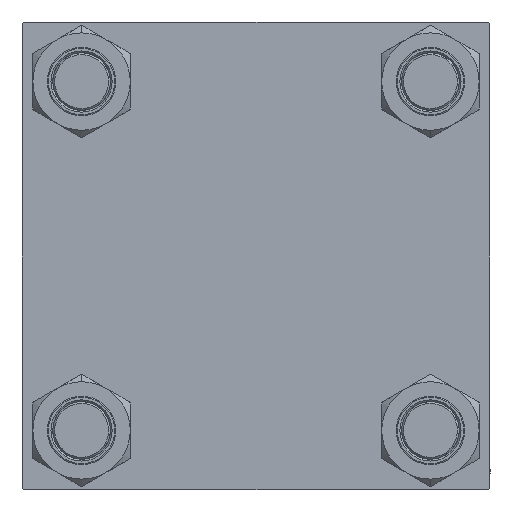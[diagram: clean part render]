
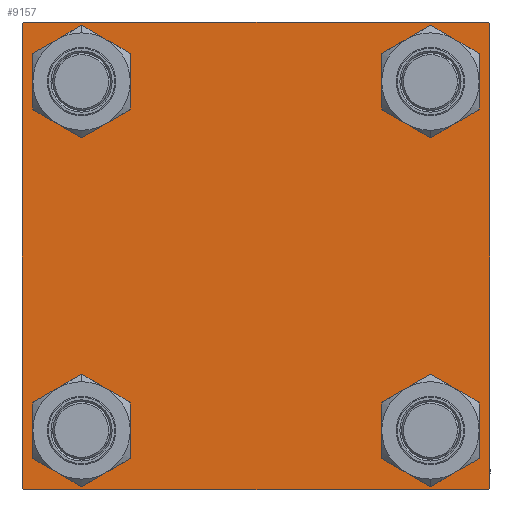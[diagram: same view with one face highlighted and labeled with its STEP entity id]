
A CAD part, left-side view. The second image highlights one B-rep face of the part: STEP entity #9157.
In plain terms, the highlighted planar face has unit normal (-1, 0, 0).
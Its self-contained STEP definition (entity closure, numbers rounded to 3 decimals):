
#360 = DIRECTION ( 'NONE',  ( 0., 0.707, 0.707 ) ) ;
#451 = CIRCLE ( 'NONE', #29143, 8.5 ) ;
#523 = ORIENTED_EDGE ( 'NONE', *, *, #43619, .T. ) ;
#555 = EDGE_LOOP ( 'NONE', ( #18719, #35450, #50125, #19279, #30248, #34607, #39046, #16419 ) ) ;
#1118 = DIRECTION ( 'NONE',  ( 0., -1., 0. ) ) ;
#1733 = EDGE_CURVE ( 'NONE', #31514, #2660, #15451, .T. ) ;
#2068 = EDGE_CURVE ( 'NONE', #44236, #2660, #45236, .T. ) ;
#2164 = VECTOR ( 'NONE', #36056, 1000. ) ;
#2213 = CARTESIAN_POINT ( 'NONE',  ( 0., 48.45, 48.45 ) ) ;
#2454 = EDGE_LOOP ( 'NONE', ( #29088, #17074 ) ) ;
#2660 = VERTEX_POINT ( 'NONE', #37580 ) ;
#4026 = DIRECTION ( 'NONE',  ( 0., 0., 1. ) ) ;
#4348 = CIRCLE ( 'NONE', #22404, 8.5 ) ;
#4423 = AXIS2_PLACEMENT_3D ( 'NONE', #2213, #17877, #41765 ) ;
#4708 = CARTESIAN_POINT ( 'NONE',  ( 0., 65., 65. ) ) ;
#4714 = DIRECTION ( 'NONE',  ( 1., 0., 0. ) ) ;
#4715 = CARTESIAN_POINT ( 'NONE',  ( 0., 65., -64.5 ) ) ;
#4741 = DIRECTION ( 'NONE',  ( 0., 0., 1. ) ) ;
#5035 = CARTESIAN_POINT ( 'NONE',  ( 0., -48.45, 48.45 ) ) ;
#5066 = VERTEX_POINT ( 'NONE', #6052 ) ;
#5463 = EDGE_LOOP ( 'NONE', ( #523, #15773 ) ) ;
#5656 = DIRECTION ( 'NONE',  ( 1., 0., 0. ) ) ;
#6052 = CARTESIAN_POINT ( 'NONE',  ( 0., -48.45, 39.95 ) ) ;
#6074 = CARTESIAN_POINT ( 'NONE',  ( 0., 48.45, -56.95 ) ) ;
#6430 = LINE ( 'NONE', #38022, #40049 ) ;
#6903 = VERTEX_POINT ( 'NONE', #9184 ) ;
#6924 = PLANE ( 'NONE',  #14916 ) ;
#7560 = EDGE_CURVE ( 'NONE', #7698, #22785, #40472, .T. ) ;
#7682 = FACE_BOUND ( 'NONE', #16289, .T. ) ;
#7698 = VERTEX_POINT ( 'NONE', #4715 ) ;
#8387 = DIRECTION ( 'NONE',  ( 1., 0., 0. ) ) ;
#8396 = VERTEX_POINT ( 'NONE', #25059 ) ;
#8506 = AXIS2_PLACEMENT_3D ( 'NONE', #17035, #4714, #44540 ) ;
#9157 = ADVANCED_FACE ( 'NONE', ( #46246, #7682, #50349, #18499, #19246 ), #6924, .T. ) ;
#9184 = CARTESIAN_POINT ( 'NONE',  ( 0., 65., 64.5 ) ) ;
#9524 = DIRECTION ( 'NONE',  ( 0., 0., -1. ) ) ;
#10053 = DIRECTION ( 'NONE',  ( 0., 0., 1. ) ) ;
#10561 = EDGE_CURVE ( 'NONE', #5066, #36180, #4348, .T. ) ;
#11294 = VECTOR ( 'NONE', #46988, 1000. ) ;
#11617 = EDGE_CURVE ( 'NONE', #44082, #29577, #11763, .T. ) ;
#11739 = VECTOR ( 'NONE', #360, 1000. ) ;
#11763 = CIRCLE ( 'NONE', #8506, 8.5 ) ;
#12135 = CIRCLE ( 'NONE', #40857, 8.5 ) ;
#13286 = EDGE_CURVE ( 'NONE', #15164, #44132, #42171, .T. ) ;
#13679 = DIRECTION ( 'NONE',  ( 0., 0., 1. ) ) ;
#13823 = CIRCLE ( 'NONE', #31034, 8.5 ) ;
#14916 = AXIS2_PLACEMENT_3D ( 'NONE', #26943, #31045, #19502 ) ;
#15164 = VERTEX_POINT ( 'NONE', #49451 ) ;
#15393 = DIRECTION ( 'NONE',  ( 0., 0., 1. ) ) ;
#15451 = LINE ( 'NONE', #23404, #41041 ) ;
#15504 = CARTESIAN_POINT ( 'NONE',  ( 0., -64.75, 64.75 ) ) ;
#15773 = ORIENTED_EDGE ( 'NONE', *, *, #10561, .T. ) ;
#16199 = AXIS2_PLACEMENT_3D ( 'NONE', #34648, #19248, #15393 ) ;
#16289 = EDGE_LOOP ( 'NONE', ( #31271, #28183 ) ) ;
#16419 = ORIENTED_EDGE ( 'NONE', *, *, #24175, .T. ) ;
#16442 = CARTESIAN_POINT ( 'NONE',  ( 0., -48.45, -56.95 ) ) ;
#16708 = VERTEX_POINT ( 'NONE', #46996 ) ;
#17035 = CARTESIAN_POINT ( 'NONE',  ( 0., -48.45, -48.45 ) ) ;
#17074 = ORIENTED_EDGE ( 'NONE', *, *, #35808, .T. ) ;
#17096 = DIRECTION ( 'NONE',  ( 0., -0.707, -0.707 ) ) ;
#17505 = CARTESIAN_POINT ( 'NONE',  ( 0., -48.45, -48.45 ) ) ;
#17759 = DIRECTION ( 'NONE',  ( 1., 0., 0. ) ) ;
#17877 = DIRECTION ( 'NONE',  ( 1., 0., 0. ) ) ;
#18499 = FACE_BOUND ( 'NONE', #2454, .T. ) ;
#18719 = ORIENTED_EDGE ( 'NONE', *, *, #37647, .T. ) ;
#19246 = FACE_OUTER_BOUND ( 'NONE', #555, .T. ) ;
#19248 = DIRECTION ( 'NONE',  ( 1., 0., 0. ) ) ;
#19279 = ORIENTED_EDGE ( 'NONE', *, *, #1733, .T. ) ;
#19502 = DIRECTION ( 'NONE',  ( 0., 0., 1. ) ) ;
#19775 = EDGE_LOOP ( 'NONE', ( #38042, #24381 ) ) ;
#20644 = VECTOR ( 'NONE', #17096, 1000. ) ;
#21773 = CARTESIAN_POINT ( 'NONE',  ( 0., 48.45, 39.95 ) ) ;
#22099 = DIRECTION ( 'NONE',  ( 0., 0.707, -0.707 ) ) ;
#22181 = CARTESIAN_POINT ( 'NONE',  ( 0., 64.5, 65. ) ) ;
#22226 = VECTOR ( 'NONE', #9524, 1000. ) ;
#22404 = AXIS2_PLACEMENT_3D ( 'NONE', #5035, #8387, #4026 ) ;
#22785 = VERTEX_POINT ( 'NONE', #50455 ) ;
#23404 = CARTESIAN_POINT ( 'NONE',  ( 0., -64.75, -64.75 ) ) ;
#24175 = EDGE_CURVE ( 'NONE', #28118, #6903, #6430, .T. ) ;
#24381 = ORIENTED_EDGE ( 'NONE', *, *, #42511, .T. ) ;
#24814 = CIRCLE ( 'NONE', #38800, 8.5 ) ;
#25059 = CARTESIAN_POINT ( 'NONE',  ( 0., 48.45, -39.95 ) ) ;
#25313 = EDGE_CURVE ( 'NONE', #29577, #44082, #24814, .T. ) ;
#26684 = CARTESIAN_POINT ( 'NONE',  ( 0., -48.45, -39.95 ) ) ;
#26943 = CARTESIAN_POINT ( 'NONE',  ( 0., 0., 0. ) ) ;
#27171 = EDGE_CURVE ( 'NONE', #44236, #16708, #31671, .T. ) ;
#28118 = VERTEX_POINT ( 'NONE', #22181 ) ;
#28183 = ORIENTED_EDGE ( 'NONE', *, *, #25313, .T. ) ;
#29088 = ORIENTED_EDGE ( 'NONE', *, *, #13286, .T. ) ;
#29143 = AXIS2_PLACEMENT_3D ( 'NONE', #44468, #5656, #33125 ) ;
#29577 = VERTEX_POINT ( 'NONE', #16442 ) ;
#30248 = ORIENTED_EDGE ( 'NONE', *, *, #2068, .F. ) ;
#30302 = VECTOR ( 'NONE', #1118, 1000. ) ;
#31034 = AXIS2_PLACEMENT_3D ( 'NONE', #40661, #48382, #13679 ) ;
#31045 = DIRECTION ( 'NONE',  ( -1., 0., 0. ) ) ;
#31271 = ORIENTED_EDGE ( 'NONE', *, *, #11617, .T. ) ;
#31285 = CARTESIAN_POINT ( 'NONE',  ( 0., 65., -65. ) ) ;
#31514 = VERTEX_POINT ( 'NONE', #50452 ) ;
#31671 = LINE ( 'NONE', #15504, #11739 ) ;
#32452 = LINE ( 'NONE', #48163, #2164 ) ;
#33125 = DIRECTION ( 'NONE',  ( 0., 0., 1. ) ) ;
#34079 = CARTESIAN_POINT ( 'NONE',  ( 0., -65., 64.5 ) ) ;
#34455 = DIRECTION ( 'NONE',  ( 0., -0.707, 0.707 ) ) ;
#34607 = ORIENTED_EDGE ( 'NONE', *, *, #27171, .T. ) ;
#34648 = CARTESIAN_POINT ( 'NONE',  ( 0., 48.45, -48.45 ) ) ;
#35450 = ORIENTED_EDGE ( 'NONE', *, *, #7560, .T. ) ;
#35808 = EDGE_CURVE ( 'NONE', #44132, #15164, #451, .T. ) ;
#36056 = DIRECTION ( 'NONE',  ( 0., 0., -1. ) ) ;
#36180 = VERTEX_POINT ( 'NONE', #48508 ) ;
#36613 = CARTESIAN_POINT ( 'NONE',  ( 0., 64.75, -64.75 ) ) ;
#37580 = CARTESIAN_POINT ( 'NONE',  ( 0., -65., -64.5 ) ) ;
#37647 = EDGE_CURVE ( 'NONE', #6903, #7698, #32452, .T. ) ;
#38022 = CARTESIAN_POINT ( 'NONE',  ( 0., 64.75, 64.75 ) ) ;
#38042 = ORIENTED_EDGE ( 'NONE', *, *, #44880, .T. ) ;
#38800 = AXIS2_PLACEMENT_3D ( 'NONE', #17505, #17759, #10053 ) ;
#39046 = ORIENTED_EDGE ( 'NONE', *, *, #50156, .F. ) ;
#40049 = VECTOR ( 'NONE', #22099, 1000. ) ;
#40472 = LINE ( 'NONE', #36613, #20644 ) ;
#40661 = CARTESIAN_POINT ( 'NONE',  ( 0., -48.45, 48.45 ) ) ;
#40857 = AXIS2_PLACEMENT_3D ( 'NONE', #48174, #44063, #4741 ) ;
#41041 = VECTOR ( 'NONE', #34455, 1000. ) ;
#41765 = DIRECTION ( 'NONE',  ( 0., 0., 1. ) ) ;
#42171 = CIRCLE ( 'NONE', #4423, 8.5 ) ;
#42511 = EDGE_CURVE ( 'NONE', #50437, #8396, #12135, .T. ) ;
#43619 = EDGE_CURVE ( 'NONE', #36180, #5066, #13823, .T. ) ;
#44032 = LINE ( 'NONE', #4708, #30302 ) ;
#44054 = EDGE_CURVE ( 'NONE', #22785, #31514, #50092, .T. ) ;
#44063 = DIRECTION ( 'NONE',  ( 1., 0., 0. ) ) ;
#44082 = VERTEX_POINT ( 'NONE', #26684 ) ;
#44132 = VERTEX_POINT ( 'NONE', #21773 ) ;
#44236 = VERTEX_POINT ( 'NONE', #34079 ) ;
#44468 = CARTESIAN_POINT ( 'NONE',  ( 0., 48.45, 48.45 ) ) ;
#44540 = DIRECTION ( 'NONE',  ( 0., 0., 1. ) ) ;
#44880 = EDGE_CURVE ( 'NONE', #8396, #50437, #48227, .T. ) ;
#45236 = LINE ( 'NONE', #49347, #22226 ) ;
#46246 = FACE_BOUND ( 'NONE', #5463, .T. ) ;
#46988 = DIRECTION ( 'NONE',  ( 0., -1., 0. ) ) ;
#46996 = CARTESIAN_POINT ( 'NONE',  ( 0., -64.5, 65. ) ) ;
#48163 = CARTESIAN_POINT ( 'NONE',  ( 0., 65., 65. ) ) ;
#48174 = CARTESIAN_POINT ( 'NONE',  ( 0., 48.45, -48.45 ) ) ;
#48227 = CIRCLE ( 'NONE', #16199, 8.5 ) ;
#48382 = DIRECTION ( 'NONE',  ( 1., 0., 0. ) ) ;
#48508 = CARTESIAN_POINT ( 'NONE',  ( 0., -48.45, 56.95 ) ) ;
#49347 = CARTESIAN_POINT ( 'NONE',  ( 0., -65., 65. ) ) ;
#49451 = CARTESIAN_POINT ( 'NONE',  ( 0., 48.45, 56.95 ) ) ;
#50092 = LINE ( 'NONE', #31285, #11294 ) ;
#50125 = ORIENTED_EDGE ( 'NONE', *, *, #44054, .T. ) ;
#50156 = EDGE_CURVE ( 'NONE', #28118, #16708, #44032, .T. ) ;
#50349 = FACE_BOUND ( 'NONE', #19775, .T. ) ;
#50437 = VERTEX_POINT ( 'NONE', #6074 ) ;
#50452 = CARTESIAN_POINT ( 'NONE',  ( 0., -64.5, -65. ) ) ;
#50455 = CARTESIAN_POINT ( 'NONE',  ( 0., 64.5, -65. ) ) ;
